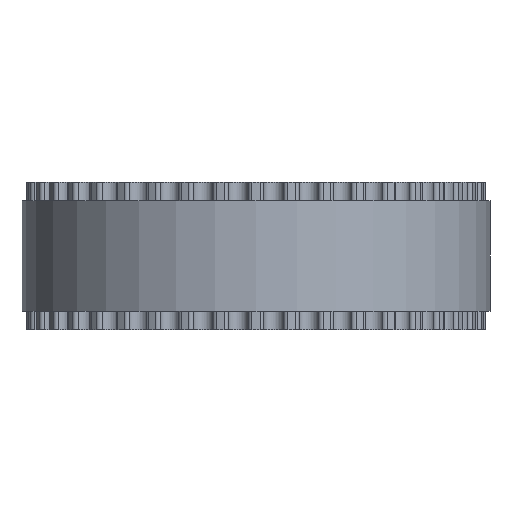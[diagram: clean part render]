
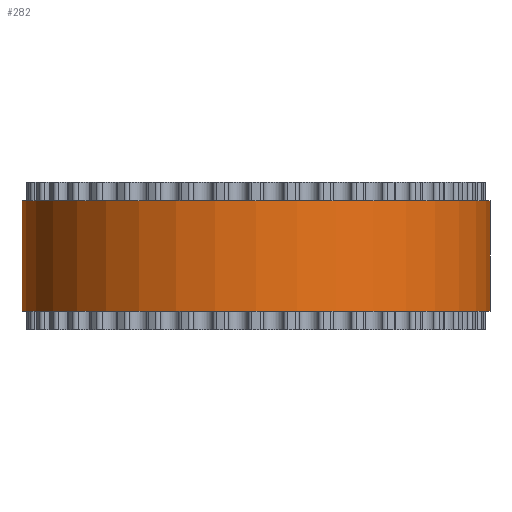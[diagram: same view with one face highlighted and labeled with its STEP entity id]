
A CAD part, front view. The second image highlights one B-rep face of the part: STEP entity #282.
In plain terms, the highlighted cylindrical face has radius 12.732 mm (diameter 25.465 mm), a full revolution.
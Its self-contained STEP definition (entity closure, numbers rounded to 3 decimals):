
#97=FACE_BOUND('',#768,.T.);
#98=FACE_BOUND('',#769,.T.);
#282=ADVANCED_FACE('',(#97,#98),#443,.T.);
#443=CYLINDRICAL_SURFACE('',#3663,12.732);
#768=EDGE_LOOP('',(#2050));
#769=EDGE_LOOP('',(#2051));
#2050=ORIENTED_EDGE('',*,*,#2854,.T.);
#2051=ORIENTED_EDGE('',*,*,#2855,.T.);
#2372=VERTEX_POINT('',#5760);
#2373=VERTEX_POINT('',#5762);
#2854=EDGE_CURVE('',#2372,#2372,#3176,.T.);
#2855=EDGE_CURVE('',#2373,#2373,#3177,.T.);
#3176=CIRCLE('',#3661,12.732);
#3177=CIRCLE('',#3662,12.732);
#3661=AXIS2_PLACEMENT_3D('',#5759,#4790,#4791);
#3662=AXIS2_PLACEMENT_3D('',#5761,#4792,#4793);
#3663=AXIS2_PLACEMENT_3D('',#5763,#4794,#4795);
#4790=DIRECTION('',(0.,0.,1.));
#4791=DIRECTION('',(1.,0.,0.));
#4792=DIRECTION('',(0.,0.,-1.));
#4793=DIRECTION('',(1.,0.,0.));
#4794=DIRECTION('',(0.,0.,1.));
#4795=DIRECTION('',(1.,0.,0.));
#5759=CARTESIAN_POINT('',(0.,0.,1.));
#5760=CARTESIAN_POINT('',(12.732,0.,1.));
#5761=CARTESIAN_POINT('',(0.,0.,7.));
#5762=CARTESIAN_POINT('',(12.732,0.,7.));
#5763=CARTESIAN_POINT('',(0.,0.,1.));
